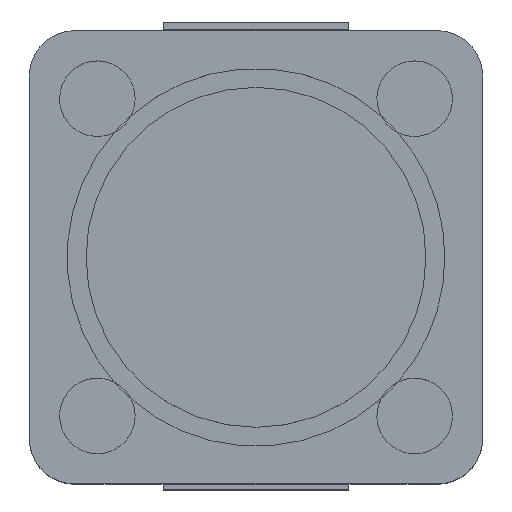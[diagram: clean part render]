
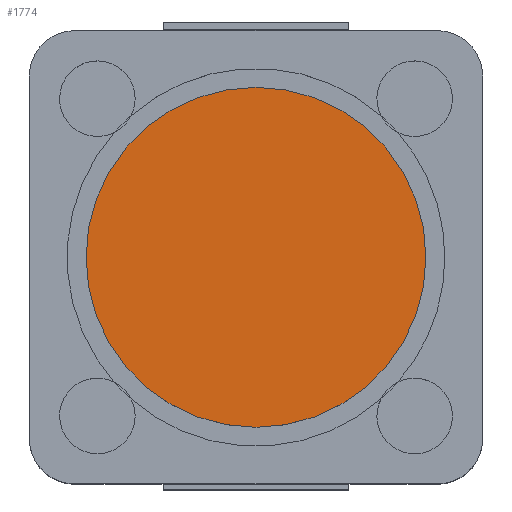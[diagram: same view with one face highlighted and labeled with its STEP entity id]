
A CAD part, top view. The second image highlights one B-rep face of the part: STEP entity #1774.
In plain terms, the highlighted planar face has unit normal (0, 0, 1).
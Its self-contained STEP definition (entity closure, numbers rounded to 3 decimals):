
#1753 = EDGE_CURVE('',#1754,#1754,#1756,.T.);
#1754 = VERTEX_POINT('',#1755);
#1755 = CARTESIAN_POINT('',(10.5,6.,6.));
#1756 = CIRCLE('',#1757,4.5);
#1757 = AXIS2_PLACEMENT_3D('',#1758,#1759,#1760);
#1758 = CARTESIAN_POINT('',(6.,6.,6.));
#1759 = DIRECTION('',(0.,0.,1.));
#1760 = DIRECTION('',(1.,0.,0.));
#1774 = ADVANCED_FACE('',(#1775),#1778,.T.);
#1775 = FACE_BOUND('',#1776,.T.);
#1776 = EDGE_LOOP('',(#1777));
#1777 = ORIENTED_EDGE('',*,*,#1753,.T.);
#1778 = PLANE('',#1779);
#1779 = AXIS2_PLACEMENT_3D('',#1780,#1781,#1782);
#1780 = CARTESIAN_POINT('',(6.,6.,6.));
#1781 = DIRECTION('',(0.,0.,1.));
#1782 = DIRECTION('',(1.,0.,0.));
